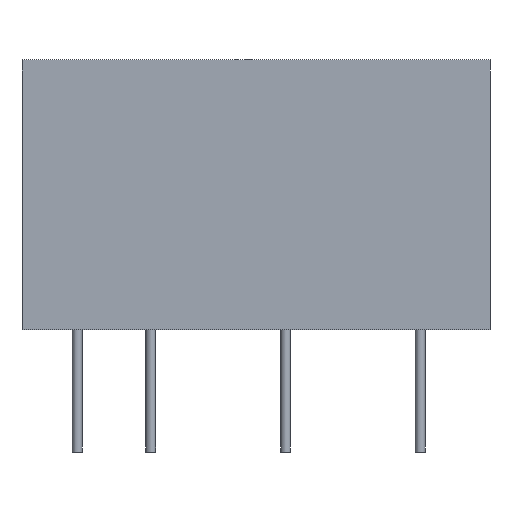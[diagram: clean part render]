
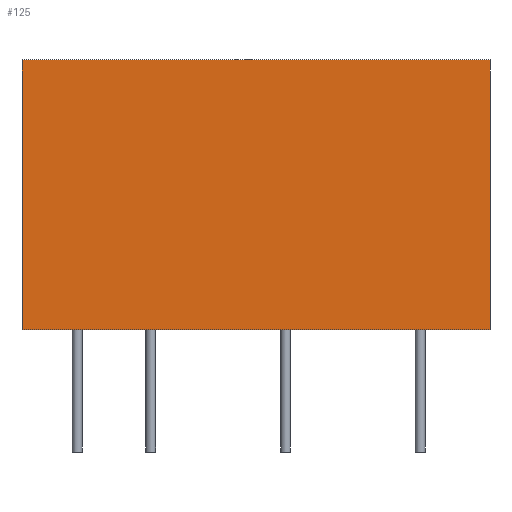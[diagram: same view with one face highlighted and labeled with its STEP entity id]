
A CAD part, front view. The second image highlights one B-rep face of the part: STEP entity #125.
In plain terms, the highlighted planar face has unit normal (0, -1, 0).
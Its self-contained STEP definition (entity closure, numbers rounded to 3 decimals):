
#125=ADVANCED_FACE('',(#251),#253,.T.);
#251=FACE_BOUND('',#252,.T.);
#252=EDGE_LOOP('',(#321,#322,#323,#324));
#253=PLANE('',#254);
#254=AXIS2_PLACEMENT_3D('',#255,#256,#257);
#255=CARTESIAN_POINT('',(-19.1,-6.25,0.));
#256=DIRECTION('',(0.,-1.,0.));
#257=DIRECTION('',(1.,0.,0.));
#321=ORIENTED_EDGE('',*,*,#336,.T.);
#322=ORIENTED_EDGE('',*,*,#351,.T.);
#323=ORIENTED_EDGE('',*,*,#352,.F.);
#324=ORIENTED_EDGE('',*,*,#345,.F.);
#336=EDGE_CURVE('',#354,#358,#360,.T.);
#345=EDGE_CURVE('',#354,#377,#378,.T.);
#351=EDGE_CURVE('',#358,#385,#387,.T.);
#352=EDGE_CURVE('',#377,#385,#388,.T.);
#354=VERTEX_POINT('',#390);
#358=VERTEX_POINT('',#398);
#360=LINE('',#402,#403);
#377=VERTEX_POINT('',#445);
#378=LINE('',#446,#447);
#385=VERTEX_POINT('',#463);
#387=LINE('',#467,#468);
#388=LINE('',#470,#471);
#390=CARTESIAN_POINT('',(-19.1,-6.25,0.));
#398=CARTESIAN_POINT('',(19.1,-6.25,0.));
#402=CARTESIAN_POINT('',(-19.1,-6.25,0.));
#403=VECTOR('',#404,1.);
#404=DIRECTION('',(1.,0.,0.));
#445=CARTESIAN_POINT('',(-19.1,-6.25,22.));
#446=CARTESIAN_POINT('',(-19.1,-6.25,0.));
#447=VECTOR('',#448,1.);
#448=DIRECTION('',(0.,0.,1.));
#463=CARTESIAN_POINT('',(19.1,-6.25,22.));
#467=CARTESIAN_POINT('',(19.1,-6.25,0.));
#468=VECTOR('',#469,1.);
#469=DIRECTION('',(0.,0.,1.));
#470=CARTESIAN_POINT('',(-19.1,-6.25,22.));
#471=VECTOR('',#472,1.);
#472=DIRECTION('',(1.,0.,0.));
